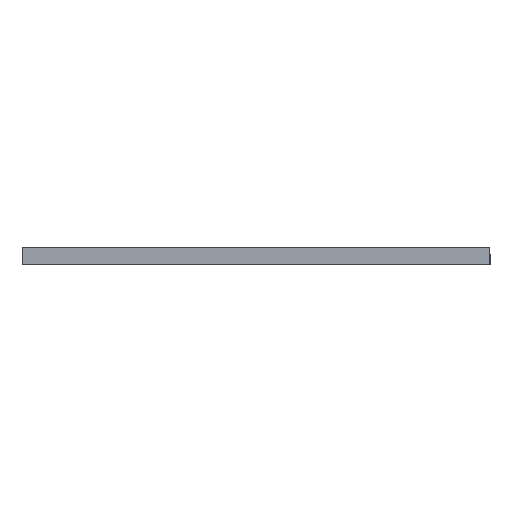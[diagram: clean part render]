
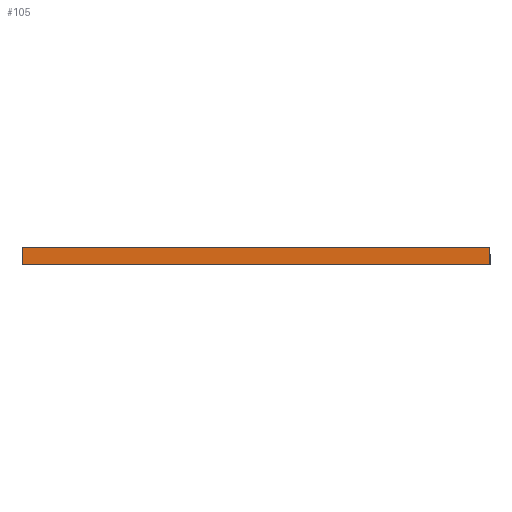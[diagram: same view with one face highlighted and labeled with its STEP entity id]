
A CAD part, left-side view. The second image highlights one B-rep face of the part: STEP entity #105.
In plain terms, the highlighted free-form (B-spline) face has degree [1, 1] with [2, 2] control points.
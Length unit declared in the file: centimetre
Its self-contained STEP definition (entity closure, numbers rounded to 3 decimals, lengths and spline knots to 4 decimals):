
#105=ADVANCED_FACE('',(#168),#2203,.T.);
#168=FACE_OUTER_BOUND('',#237,.T.);
#237=EDGE_LOOP('',(#477,#478,#479,#480));
#477=ORIENTED_EDGE('',*,*,#1600,.T.);
#478=ORIENTED_EDGE('',*,*,#1601,.T.);
#479=ORIENTED_EDGE('',*,*,#1602,.T.);
#480=ORIENTED_EDGE('',*,*,#1603,.T.);
#898=PCURVE('',#2203,#1222);
#899=PCURVE('',#2203,#1223);
#900=PCURVE('',#2203,#1224);
#901=PCURVE('',#2203,#1225);
#905=PCURVE('',#2204,#1229);
#911=PCURVE('',#2206,#1235);
#919=PCURVE('',#2207,#1243);
#926=PCURVE('',#2208,#1250);
#1222=DEFINITIONAL_REPRESENTATION('',(#1915),#3945);
#1223=DEFINITIONAL_REPRESENTATION('',(#1917),#3945);
#1224=DEFINITIONAL_REPRESENTATION('',(#1919),#3945);
#1225=DEFINITIONAL_REPRESENTATION('',(#1921),#3945);
#1229=DEFINITIONAL_REPRESENTATION('',(#1928),#3945);
#1235=DEFINITIONAL_REPRESENTATION('',(#1938),#3945);
#1243=DEFINITIONAL_REPRESENTATION('',(#1945),#3945);
#1250=DEFINITIONAL_REPRESENTATION('',(#1950),#3945);
#1438=SURFACE_CURVE('',#1914,(#898,#919),.PCURVE_S1.);
#1439=SURFACE_CURVE('',#1916,(#899,#905),.PCURVE_S1.);
#1440=SURFACE_CURVE('',#1918,(#900,#926),.PCURVE_S1.);
#1441=SURFACE_CURVE('',#1920,(#901,#911),.PCURVE_S1.);
#1600=EDGE_CURVE('',#2116,#2117,#1438,.T.);
#1601=EDGE_CURVE('',#2117,#2118,#1439,.T.);
#1602=EDGE_CURVE('',#2118,#2119,#1440,.T.);
#1603=EDGE_CURVE('',#2119,#2116,#1441,.T.);
#1914=B_SPLINE_CURVE_WITH_KNOTS('',1,(#3527,#3528),.UNSPECIFIED.,.F.,.F.,
(2,2),(0.,44.9037),.UNSPECIFIED.);
#1915=B_SPLINE_CURVE_WITH_KNOTS('',1,(#3529,#3530),.UNSPECIFIED.,.F.,.F.,
(2,2),(0.,44.9037),.UNSPECIFIED.);
#1916=B_SPLINE_CURVE_WITH_KNOTS('',1,(#3531,#3532),.UNSPECIFIED.,.F.,.F.,
(2,2),(0.,1.7),.UNSPECIFIED.);
#1917=B_SPLINE_CURVE_WITH_KNOTS('',1,(#3533,#3534),.UNSPECIFIED.,.F.,.F.,
(2,2),(0.,1.7),.UNSPECIFIED.);
#1918=B_SPLINE_CURVE_WITH_KNOTS('',1,(#3535,#3536),.UNSPECIFIED.,.F.,.F.,
(2,2),(-44.9037,0.),.UNSPECIFIED.);
#1919=B_SPLINE_CURVE_WITH_KNOTS('',1,(#3537,#3538),.UNSPECIFIED.,.F.,.F.,
(2,2),(-44.9037,0.),.UNSPECIFIED.);
#1920=B_SPLINE_CURVE_WITH_KNOTS('',1,(#3539,#3540),.UNSPECIFIED.,.F.,.F.,
(2,2),(-1.7,0.),.UNSPECIFIED.);
#1921=B_SPLINE_CURVE_WITH_KNOTS('',1,(#3541,#3542),.UNSPECIFIED.,.F.,.F.,
(2,2),(-1.7,0.),.UNSPECIFIED.);
#1928=B_SPLINE_CURVE_WITH_KNOTS('',1,(#3555,#3556),.UNSPECIFIED.,.F.,.F.,
(2,2),(0.,1.7),.UNSPECIFIED.);
#1938=B_SPLINE_CURVE_WITH_KNOTS('',1,(#3575,#3576),.UNSPECIFIED.,.F.,.F.,
(2,2),(-1.7,0.),.UNSPECIFIED.);
#1945=B_SPLINE_CURVE_WITH_KNOTS('',1,(#3609,#3610),.UNSPECIFIED.,.F.,.F.,
(2,2),(0.,44.9037),.UNSPECIFIED.);
#1950=B_SPLINE_CURVE_WITH_KNOTS('',1,(#3643,#3644),.UNSPECIFIED.,.F.,.F.,
(2,2),(-44.9037,0.),.UNSPECIFIED.);
#2116=VERTEX_POINT('',#3491);
#2117=VERTEX_POINT('',#3492);
#2118=VERTEX_POINT('',#3493);
#2119=VERTEX_POINT('',#3494);
#2203=B_SPLINE_SURFACE_WITH_KNOTS('',1,1,((#3377,#3378),(#3379,#3380)),
 .UNSPECIFIED.,.F.,.F.,.F.,(2,2),(2,2),(0.,44.9037),(0.,1.7),
 .UNSPECIFIED.);
#2204=B_SPLINE_SURFACE_WITH_KNOTS('',1,1,((#3381,#3382),(#3383,#3384)),
 .UNSPECIFIED.,.F.,.F.,.F.,(2,2),(2,2),(44.9037,46.6037),
(0.,1.7),.UNSPECIFIED.);
#2206=B_SPLINE_SURFACE_WITH_KNOTS('',1,1,((#3389,#3390),(#3391,#3392)),
 .UNSPECIFIED.,.F.,.F.,.F.,(2,2),(2,2),(91.5074,93.2074),
(0.,1.7),.UNSPECIFIED.);
#2207=B_SPLINE_SURFACE_WITH_KNOTS('',1,1,((#3393,#3394),(#3395,#3396)),
 .UNSPECIFIED.,.F.,.F.,.F.,(2,2),(2,2),(0.,1.7),(0.,44.9037),
 .UNSPECIFIED.);
#2208=B_SPLINE_SURFACE_WITH_KNOTS('',1,1,((#3397,#3398),(#3399,#3400)),
 .UNSPECIFIED.,.F.,.F.,.F.,(2,2),(2,2),(0.,44.9037),(0.,1.7),
 .UNSPECIFIED.);
#3377=CARTESIAN_POINT('',(-18.6324,0.,1.7));
#3378=CARTESIAN_POINT('',(-18.6324,0.,0.));
#3379=CARTESIAN_POINT('',(-18.6324,44.9037,1.7));
#3380=CARTESIAN_POINT('',(-18.6324,44.9037,0.));
#3381=CARTESIAN_POINT('',(-18.6324,44.9037,1.7));
#3382=CARTESIAN_POINT('',(-18.6324,44.9037,0.));
#3383=CARTESIAN_POINT('',(-16.9324,44.9037,1.7));
#3384=CARTESIAN_POINT('',(-16.9324,44.9037,0.));
#3389=CARTESIAN_POINT('',(-16.9324,0.,1.7));
#3390=CARTESIAN_POINT('',(-16.9324,0.,0.));
#3391=CARTESIAN_POINT('',(-18.6324,0.,1.7));
#3392=CARTESIAN_POINT('',(-18.6324,0.,0.));
#3393=CARTESIAN_POINT('',(-18.6324,0.,1.7));
#3394=CARTESIAN_POINT('',(-18.6324,44.9037,1.7));
#3395=CARTESIAN_POINT('',(-16.9324,0.,1.7));
#3396=CARTESIAN_POINT('',(-16.9324,44.9037,1.7));
#3397=CARTESIAN_POINT('',(-18.6324,0.,0.));
#3398=CARTESIAN_POINT('',(-16.9324,0.,0.));
#3399=CARTESIAN_POINT('',(-18.6324,44.9037,0.));
#3400=CARTESIAN_POINT('',(-16.9324,44.9037,0.));
#3491=CARTESIAN_POINT('',(-18.6324,0.,1.7));
#3492=CARTESIAN_POINT('',(-18.6324,44.9037,1.7));
#3493=CARTESIAN_POINT('',(-18.6324,44.9037,0.));
#3494=CARTESIAN_POINT('',(-18.6324,0.,0.));
#3527=CARTESIAN_POINT('',(-18.6324,0.,1.7));
#3528=CARTESIAN_POINT('',(-18.6324,44.9037,1.7));
#3529=CARTESIAN_POINT('',(0.,0.));
#3530=CARTESIAN_POINT('',(44.904,0.));
#3531=CARTESIAN_POINT('',(-18.6324,44.9037,1.7));
#3532=CARTESIAN_POINT('',(-18.6324,44.9037,0.));
#3533=CARTESIAN_POINT('',(44.904,0.));
#3534=CARTESIAN_POINT('',(44.904,1.7));
#3535=CARTESIAN_POINT('',(-18.6324,44.9037,0.));
#3536=CARTESIAN_POINT('',(-18.6324,0.,0.));
#3537=CARTESIAN_POINT('',(44.904,1.7));
#3538=CARTESIAN_POINT('',(0.,1.7));
#3539=CARTESIAN_POINT('',(-18.6324,0.,0.));
#3540=CARTESIAN_POINT('',(-18.6324,0.,1.7));
#3541=CARTESIAN_POINT('',(0.,1.7));
#3542=CARTESIAN_POINT('',(0.,0.));
#3555=CARTESIAN_POINT('',(44.904,0.));
#3556=CARTESIAN_POINT('',(44.904,1.7));
#3575=CARTESIAN_POINT('',(93.207,1.7));
#3576=CARTESIAN_POINT('',(93.207,0.));
#3609=CARTESIAN_POINT('',(0.,0.));
#3610=CARTESIAN_POINT('',(0.,44.904));
#3643=CARTESIAN_POINT('',(44.904,0.));
#3644=CARTESIAN_POINT('',(0.,0.));
#3945=(
GEOMETRIC_REPRESENTATION_CONTEXT(2)
PARAMETRIC_REPRESENTATION_CONTEXT()
REPRESENTATION_CONTEXT('pspace','')
);
